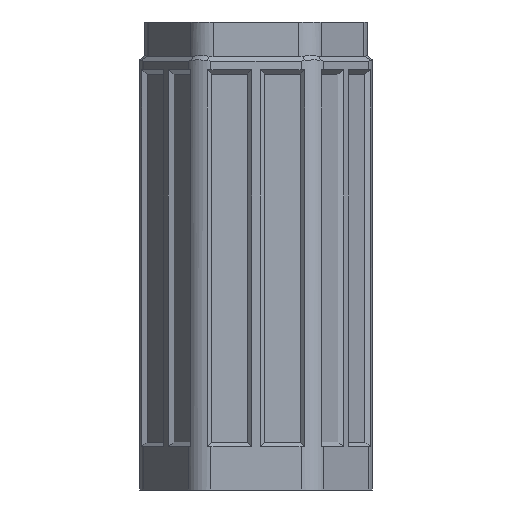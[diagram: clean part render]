
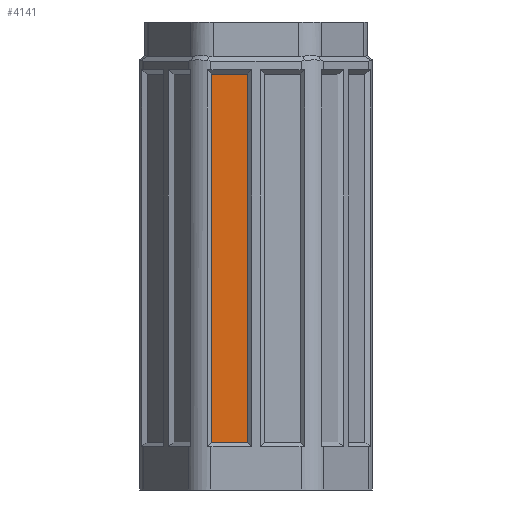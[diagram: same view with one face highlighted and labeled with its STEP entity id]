
A CAD part, front view. The second image highlights one B-rep face of the part: STEP entity #4141.
In plain terms, the highlighted planar face has unit normal (0, -1, 0).
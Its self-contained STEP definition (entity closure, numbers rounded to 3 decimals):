
#173=PLANE('',#4523);
#379=FACE_OUTER_BOUND('',#587,.T.);
#587=EDGE_LOOP('',(#3859,#3860,#3861,#3862));
#766=LINE('',#6189,#1216);
#770=LINE('',#6196,#1220);
#773=LINE('',#6202,#1223);
#1054=LINE('',#6925,#1504);
#1216=VECTOR('',#4950,10.);
#1220=VECTOR('',#4956,10.);
#1223=VECTOR('',#4961,10.);
#1504=VECTOR('',#5694,10.);
#1839=VERTEX_POINT('',#6186);
#1840=VERTEX_POINT('',#6188);
#1842=VERTEX_POINT('',#6194);
#1844=VERTEX_POINT('',#6200);
#2302=EDGE_CURVE('',#1840,#1839,#766,.T.);
#2306=EDGE_CURVE('',#1839,#1842,#770,.T.);
#2309=EDGE_CURVE('',#1842,#1844,#773,.T.);
#2668=EDGE_CURVE('',#1844,#1840,#1054,.T.);
#3859=ORIENTED_EDGE('',*,*,#2309,.T.);
#3860=ORIENTED_EDGE('',*,*,#2668,.T.);
#3861=ORIENTED_EDGE('',*,*,#2302,.T.);
#3862=ORIENTED_EDGE('',*,*,#2306,.T.);
#4141=ADVANCED_FACE('',(#379),#173,.T.);
#4523=AXIS2_PLACEMENT_3D('',#6926,#5695,#5696);
#4950=DIRECTION('',(-1.,0.,0.));
#4956=DIRECTION('',(0.,0.,-1.));
#4961=DIRECTION('',(1.,0.,0.));
#5694=DIRECTION('',(0.,0.,1.));
#5695=DIRECTION('center_axis',(0.,-1.,0.));
#5696=DIRECTION('ref_axis',(1.,0.,0.));
#6186=CARTESIAN_POINT('',(-12.946,-28.75,244.167));
#6188=CARTESIAN_POINT('',(-2.5,-28.75,244.167));
#6189=CARTESIAN_POINT('',(-1.25,-28.75,244.167));
#6194=CARTESIAN_POINT('',(-12.946,-28.75,137.917));
#6196=CARTESIAN_POINT('',(-12.946,-28.75,245.417));
#6200=CARTESIAN_POINT('',(-2.5,-28.75,137.917));
#6202=CARTESIAN_POINT('',(-14.196,-28.75,137.917));
#6925=CARTESIAN_POINT('',(-2.5,-28.75,136.667));
#6926=CARTESIAN_POINT('Origin',(-7.723,-28.75,191.042));
